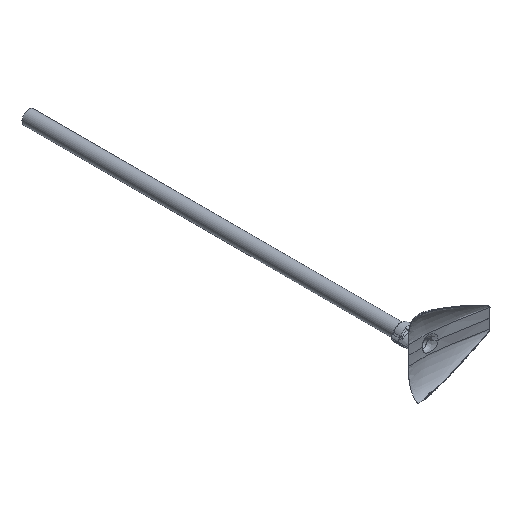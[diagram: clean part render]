
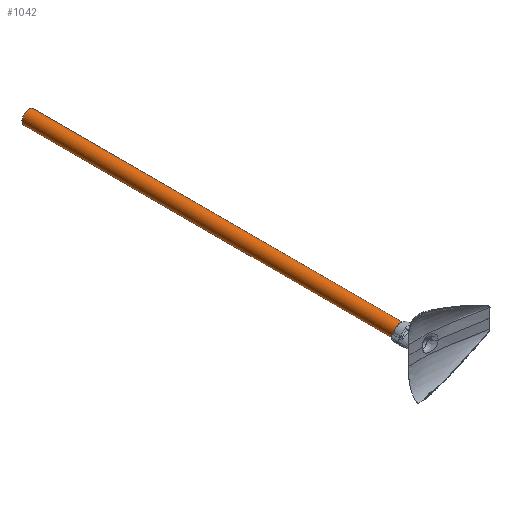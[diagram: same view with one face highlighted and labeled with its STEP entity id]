
A CAD part, isometric view. The second image highlights one B-rep face of the part: STEP entity #1042.
In plain terms, the highlighted cylindrical face has radius 22.5 mm (diameter 45 mm), a full revolution.
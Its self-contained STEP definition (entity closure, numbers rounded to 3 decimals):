
#142=CYLINDRICAL_SURFACE('',#1132,22.5);
#164=FACE_OUTER_BOUND('',#238,.T.);
#238=EDGE_LOOP('',(#710,#711,#712,#713));
#313=LINE('',#1442,#356);
#356=VECTOR('',#1228,22.5);
#399=CIRCLE('',#1131,22.5);
#400=CIRCLE('',#1133,22.5);
#446=VERTEX_POINT('',#1436);
#447=VERTEX_POINT('',#1440);
#542=EDGE_CURVE('',#446,#446,#399,.T.);
#543=EDGE_CURVE('',#447,#447,#400,.T.);
#544=EDGE_CURVE('',#447,#446,#313,.T.);
#710=ORIENTED_EDGE('',*,*,#543,.F.);
#711=ORIENTED_EDGE('',*,*,#544,.T.);
#712=ORIENTED_EDGE('',*,*,#542,.F.);
#713=ORIENTED_EDGE('',*,*,#544,.F.);
#1042=ADVANCED_FACE('',(#164),#142,.T.);
#1131=AXIS2_PLACEMENT_3D('',#1438,#1222,#1223);
#1132=AXIS2_PLACEMENT_3D('',#1439,#1224,#1225);
#1133=AXIS2_PLACEMENT_3D('',#1441,#1226,#1227);
#1222=DIRECTION('center_axis',(0.,-1.,0.));
#1223=DIRECTION('ref_axis',(-1.,0.,0.));
#1224=DIRECTION('center_axis',(0.,1.,0.));
#1225=DIRECTION('ref_axis',(-1.,0.,0.));
#1226=DIRECTION('center_axis',(0.,1.,0.));
#1227=DIRECTION('ref_axis',(-1.,0.,0.));
#1228=DIRECTION('',(0.,-1.,0.));
#1436=CARTESIAN_POINT('',(-172.5,115.,0.));
#1438=CARTESIAN_POINT('Origin',(-195.,115.,0.));
#1439=CARTESIAN_POINT('Origin',(-195.,110.,0.));
#1440=CARTESIAN_POINT('',(-172.5,1360.,0.));
#1441=CARTESIAN_POINT('Origin',(-195.,1360.,0.));
#1442=CARTESIAN_POINT('',(-172.5,110.,0.));
